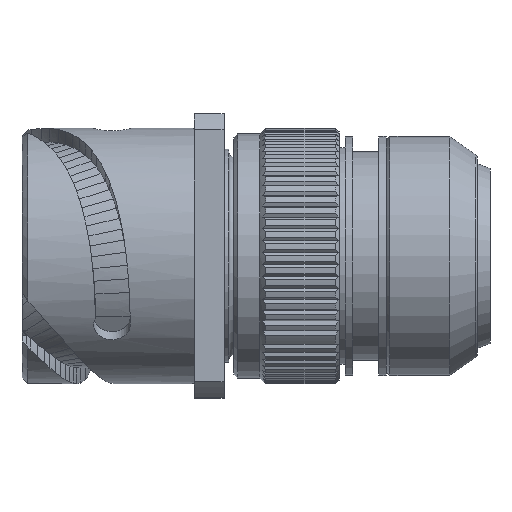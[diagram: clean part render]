
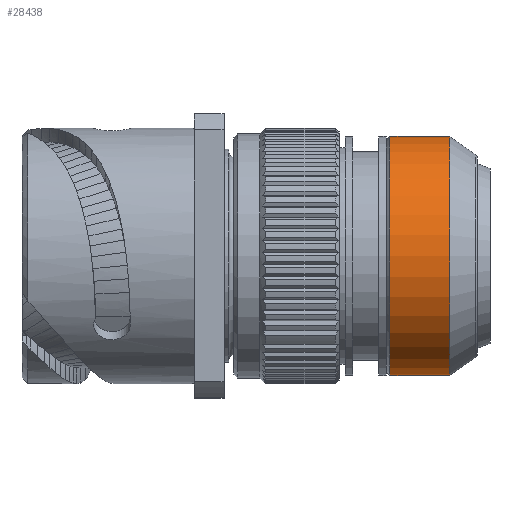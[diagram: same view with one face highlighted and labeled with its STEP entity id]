
A CAD part, top view. The second image highlights one B-rep face of the part: STEP entity #28438.
In plain terms, the highlighted cylindrical face has radius 16 mm (diameter 32 mm), a partial arc.
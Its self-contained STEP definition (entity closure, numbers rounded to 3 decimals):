
#7313=CARTESIAN_POINT('',(49.25,0.,0.));
#7314=DIRECTION('',(1.,0.,0.));
#7315=DIRECTION('',(0.,1.,0.));
#7316=AXIS2_PLACEMENT_3D('',#7313,#7314,#7315);
#7331=DIRECTION('',(-1.,0.,0.));
#7332=VECTOR('',#7331,8.);
#7333=CARTESIAN_POINT('',(57.25,16.,0.));
#7334=LINE('2500',#7333,#7332);
#7335=DIRECTION('',(-1.,0.,0.));
#7336=VECTOR('',#7335,8.);
#7337=CARTESIAN_POINT('',(57.25,-16.,0.));
#7338=LINE('2501',#7337,#7336);
#7344=CARTESIAN_POINT('',(57.25,0.,0.));
#7345=DIRECTION('',(1.,0.,0.));
#7346=DIRECTION('',(0.,1.,0.));
#7347=AXIS2_PLACEMENT_3D('',#7344,#7345,#7346);
#14311=CARTESIAN_POINT('',(57.25,16.,0.));
#14312=CARTESIAN_POINT('',(49.25,16.,0.));
#14313=VERTEX_POINT('',#14311);
#14314=VERTEX_POINT('',#14312);
#14315=CARTESIAN_POINT('',(57.25,-16.,0.));
#14316=CARTESIAN_POINT('',(49.25,-16.,0.));
#14317=VERTEX_POINT('',#14315);
#14318=VERTEX_POINT('',#14316);
#28426=CARTESIAN_POINT('',(48.14,0.,0.));
#28427=DIRECTION('',(1.,0.,0.));
#28428=DIRECTION('',(0.,-1.,0.));
#28429=AXIS2_PLACEMENT_3D('',#28426,#28427,#28428);
#28430=CYLINDRICAL_SURFACE('757',#28429,16.);
#28431=ORIENTED_EDGE('2500',*,*,#28409,.F.);
#28433=ORIENTED_EDGE('2502',*,*,#28432,.T.);
#28434=ORIENTED_EDGE('2501',*,*,#28412,.T.);
#28435=ORIENTED_EDGE('2504',*,*,#28370,.F.);
#28436=EDGE_LOOP('757',(#28431,#28433,#28434,#28435));
#28437=FACE_OUTER_BOUND('757',#28436,.F.);
#7317=CIRCLE('2504',#7316,16.);
#7348=CIRCLE('2502',#7347,16.);
#28370=EDGE_CURVE('2504',#14314,#14318,#7317,.T.);
#28409=EDGE_CURVE('2500',#14313,#14314,#7334,.T.);
#28412=EDGE_CURVE('2501',#14317,#14318,#7338,.T.);
#28432=EDGE_CURVE('2502',#14313,#14317,#7348,.T.);
#28438=ADVANCED_FACE('757',(#28437),#28430,.T.);
